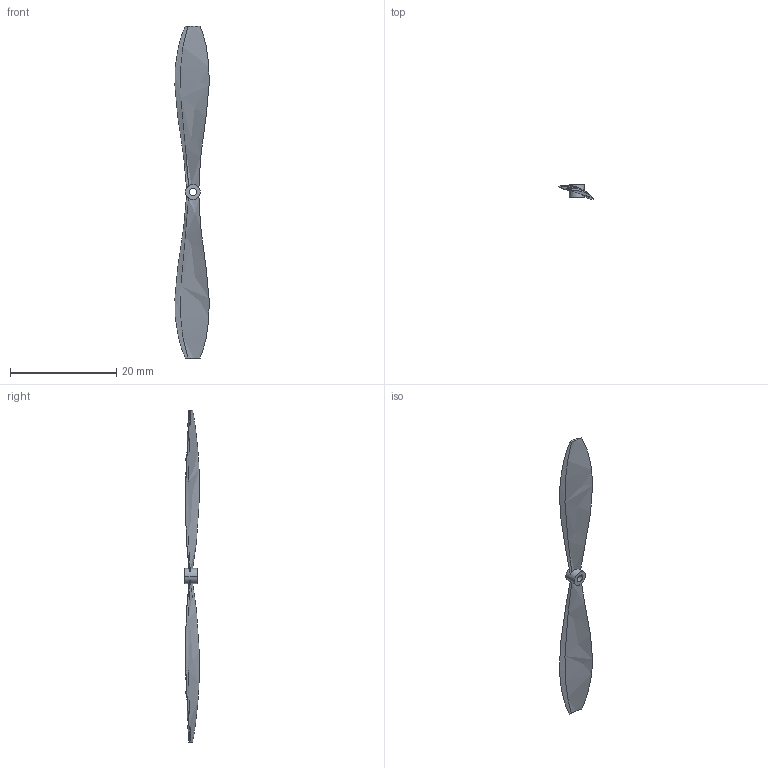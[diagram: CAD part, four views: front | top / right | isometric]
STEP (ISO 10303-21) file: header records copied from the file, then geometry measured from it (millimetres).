
FILE_DESCRIPTION (( 'STEP AP214' ), '1' );
FILE_NAME ('propeller.STEP', '2023-07-04T15:57:01', ( '' ), ( '' ), 'SwSTEP 2.0', 'SolidWorks 2022', '' );
FILE_SCHEMA (( 'AUTOMOTIVE_DESIGN' ));
Length unit declared in the file: millimetre
Products named in the file (1): propeller
Bounding box: 6.4 x 2.7 x 62.36 mm (x, y, z)
Volume: 156.9 mm3; surface area: 675.6 mm2
Topology: 1 solids, 1 shells, 16 faces, 36 edges, 24 vertices
Faces by surface type: plane 6, bspline 6, cylinder 4
Entity records: 835 total; most frequent: CARTESIAN_POINT 488, ORIENTED_EDGE 72, DIRECTION 44, EDGE_CURVE 36, VERTEX_POINT 24, B_SPLINE_CURVE_WITH_KNOTS 22, EDGE_LOOP 20, AXIS2_PLACEMENT_3D 19
